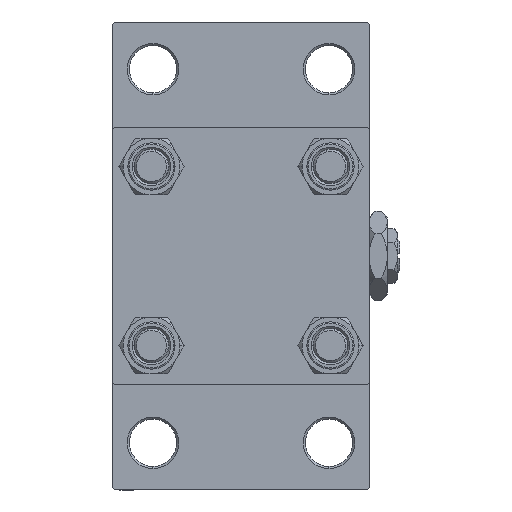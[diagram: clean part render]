
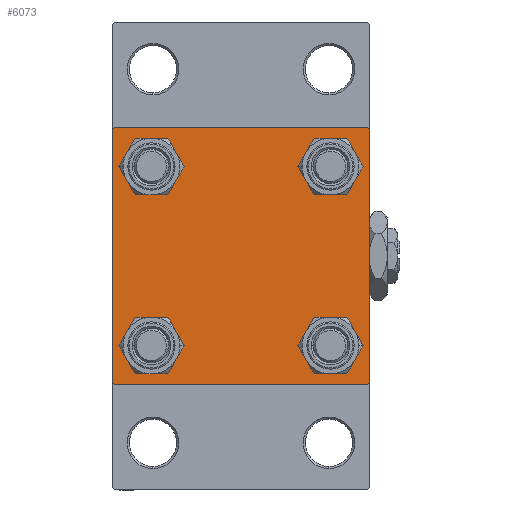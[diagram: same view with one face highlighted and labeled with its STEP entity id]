
A CAD part, left-side view. The second image highlights one B-rep face of the part: STEP entity #6073.
In plain terms, the highlighted planar face has unit normal (-1, 0, 0).
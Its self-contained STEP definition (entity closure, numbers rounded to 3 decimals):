
#237 = EDGE_CURVE ( 'NONE', #47349, #47673, #48160, .T. ) ;
#250 = AXIS2_PLACEMENT_3D ( 'NONE', #44176, #5627, #39668 ) ;
#273 = VERTEX_POINT ( 'NONE', #40647 ) ;
#340 = EDGE_CURVE ( 'NONE', #42125, #273, #17599, .T. ) ;
#871 = VERTEX_POINT ( 'NONE', #32509 ) ;
#931 = VERTEX_POINT ( 'NONE', #17225 ) ;
#1425 = DIRECTION ( 'NONE',  ( 0., 0., 1. ) ) ;
#1456 = CIRCLE ( 'NONE', #42227, 4.5 ) ;
#1670 = DIRECTION ( 'NONE',  ( 0., -0.707, -0.707 ) ) ;
#1916 = EDGE_CURVE ( 'NONE', #42095, #31335, #48271, .T. ) ;
#1921 = VECTOR ( 'NONE', #43373, 1000. ) ;
#2266 = EDGE_LOOP ( 'NONE', ( #43287, #24265 ) ) ;
#2271 = EDGE_LOOP ( 'NONE', ( #45569, #44284, #44929, #45976, #3149, #10851, #15696, #32002 ) ) ;
#2410 = CARTESIAN_POINT ( 'NONE',  ( 0., -30., 29.5 ) ) ;
#2427 = DIRECTION ( 'NONE',  ( 1., 0., 0. ) ) ;
#2713 = CIRCLE ( 'NONE', #45060, 4.5 ) ;
#2821 = EDGE_CURVE ( 'NONE', #871, #6534, #2713, .T. ) ;
#2843 = DIRECTION ( 'NONE',  ( 0., 0.707, -0.707 ) ) ;
#3149 = ORIENTED_EDGE ( 'NONE', *, *, #46397, .F. ) ;
#3221 = EDGE_CURVE ( 'NONE', #47673, #35841, #19826, .T. ) ;
#3900 = CARTESIAN_POINT ( 'NONE',  ( 0., 20.85, -20.85 ) ) ;
#4662 = LINE ( 'NONE', #39944, #35451 ) ;
#5627 = DIRECTION ( 'NONE',  ( 1., 0., 0. ) ) ;
#5672 = CARTESIAN_POINT ( 'NONE',  ( 0., 29.75, -29.75 ) ) ;
#6073 = ADVANCED_FACE ( 'NONE', ( #17955, #20790, #24055, #40073, #33485 ), #28552, .T. ) ;
#6391 = CARTESIAN_POINT ( 'NONE',  ( 0., 20.85, 16.35 ) ) ;
#6461 = CARTESIAN_POINT ( 'NONE',  ( 0., 0., 0. ) ) ;
#6534 = VERTEX_POINT ( 'NONE', #23630 ) ;
#6699 = AXIS2_PLACEMENT_3D ( 'NONE', #3900, #19157, #34433 ) ;
#7125 = VECTOR ( 'NONE', #47451, 1000. ) ;
#8001 = EDGE_CURVE ( 'NONE', #47349, #43900, #29146, .T. ) ;
#8429 = CARTESIAN_POINT ( 'NONE',  ( 0., -20.85, 20.85 ) ) ;
#9373 = ORIENTED_EDGE ( 'NONE', *, *, #2821, .T. ) ;
#9512 = DIRECTION ( 'NONE',  ( -1., 0., 0. ) ) ;
#9640 = AXIS2_PLACEMENT_3D ( 'NONE', #43194, #35921, #43449 ) ;
#9805 = CARTESIAN_POINT ( 'NONE',  ( 0., -20.85, -20.85 ) ) ;
#10056 = EDGE_LOOP ( 'NONE', ( #9373, #12208 ) ) ;
#10851 = ORIENTED_EDGE ( 'NONE', *, *, #30740, .T. ) ;
#11058 = EDGE_LOOP ( 'NONE', ( #14187, #42949 ) ) ;
#11208 = CIRCLE ( 'NONE', #9640, 4.5 ) ;
#12208 = ORIENTED_EDGE ( 'NONE', *, *, #47830, .T. ) ;
#13395 = DIRECTION ( 'NONE',  ( 0., 0., -1. ) ) ;
#13806 = VECTOR ( 'NONE', #40148, 1000. ) ;
#13850 = CARTESIAN_POINT ( 'NONE',  ( 0., 29.75, 29.75 ) ) ;
#14187 = ORIENTED_EDGE ( 'NONE', *, *, #1916, .T. ) ;
#14671 = CARTESIAN_POINT ( 'NONE',  ( 0., 29.5, -30. ) ) ;
#15696 = ORIENTED_EDGE ( 'NONE', *, *, #8001, .F. ) ;
#16254 = AXIS2_PLACEMENT_3D ( 'NONE', #8429, #20933, #1425 ) ;
#17161 = LINE ( 'NONE', #5672, #44979 ) ;
#17225 = CARTESIAN_POINT ( 'NONE',  ( 0., -20.85, -25.35 ) ) ;
#17599 = LINE ( 'NONE', #32388, #13806 ) ;
#17955 = FACE_BOUND ( 'NONE', #11058, .T. ) ;
#19087 = DIRECTION ( 'NONE',  ( 0., 0., 1. ) ) ;
#19157 = DIRECTION ( 'NONE',  ( 1., 0., 0. ) ) ;
#19826 = LINE ( 'NONE', #43616, #1921 ) ;
#20473 = CARTESIAN_POINT ( 'NONE',  ( 0., -20.85, 16.35 ) ) ;
#20790 = FACE_BOUND ( 'NONE', #45869, .T. ) ;
#20933 = DIRECTION ( 'NONE',  ( 1., 0., 0. ) ) ;
#22078 = CARTESIAN_POINT ( 'NONE',  ( 0., 30., -29.5 ) ) ;
#23630 = CARTESIAN_POINT ( 'NONE',  ( 0., 20.85, -25.35 ) ) ;
#23673 = LINE ( 'NONE', #35684, #7125 ) ;
#24055 = FACE_BOUND ( 'NONE', #10056, .T. ) ;
#24265 = ORIENTED_EDGE ( 'NONE', *, *, #25259, .T. ) ;
#24335 = CARTESIAN_POINT ( 'NONE',  ( 0., 29.5, 30. ) ) ;
#25259 = EDGE_CURVE ( 'NONE', #35510, #44705, #11208, .T. ) ;
#25845 = CIRCLE ( 'NONE', #250, 4.5 ) ;
#26196 = CARTESIAN_POINT ( 'NONE',  ( 0., -20.85, 20.85 ) ) ;
#26443 = DIRECTION ( 'NONE',  ( 1., 0., 0. ) ) ;
#26561 = VECTOR ( 'NONE', #48912, 1000. ) ;
#27103 = CARTESIAN_POINT ( 'NONE',  ( 0., 20.85, 20.85 ) ) ;
#27594 = DIRECTION ( 'NONE',  ( 1., 0., 0. ) ) ;
#28464 = VECTOR ( 'NONE', #41393, 1000. ) ;
#28470 = EDGE_CURVE ( 'NONE', #931, #31791, #1456, .T. ) ;
#28552 = PLANE ( 'NONE',  #45971 ) ;
#28975 = EDGE_CURVE ( 'NONE', #31335, #42095, #38250, .T. ) ;
#29097 = AXIS2_PLACEMENT_3D ( 'NONE', #27103, #27594, #19087 ) ;
#29146 = LINE ( 'NONE', #48909, #28464 ) ;
#29656 = LINE ( 'NONE', #36908, #26561 ) ;
#29967 = DIRECTION ( 'NONE',  ( 0., 0., 1. ) ) ;
#30632 = CIRCLE ( 'NONE', #29097, 4.5 ) ;
#30740 = EDGE_CURVE ( 'NONE', #41019, #43900, #23673, .T. ) ;
#31335 = VERTEX_POINT ( 'NONE', #20473 ) ;
#31791 = VERTEX_POINT ( 'NONE', #42665 ) ;
#32002 = ORIENTED_EDGE ( 'NONE', *, *, #237, .T. ) ;
#32388 = CARTESIAN_POINT ( 'NONE',  ( 0., -29.75, -29.75 ) ) ;
#32509 = CARTESIAN_POINT ( 'NONE',  ( 0., 20.85, -16.35 ) ) ;
#32656 = CARTESIAN_POINT ( 'NONE',  ( 0., 20.85, 25.35 ) ) ;
#33485 = FACE_OUTER_BOUND ( 'NONE', #2271, .T. ) ;
#33691 = DIRECTION ( 'NONE',  ( 0., 0., 1. ) ) ;
#34433 = DIRECTION ( 'NONE',  ( 0., 0., 1. ) ) ;
#35451 = VECTOR ( 'NONE', #13395, 1000. ) ;
#35510 = VERTEX_POINT ( 'NONE', #6391 ) ;
#35684 = CARTESIAN_POINT ( 'NONE',  ( 0., -29.75, 29.75 ) ) ;
#35841 = VERTEX_POINT ( 'NONE', #22078 ) ;
#35921 = DIRECTION ( 'NONE',  ( 1., 0., 0. ) ) ;
#36711 = CARTESIAN_POINT ( 'NONE',  ( 0., 20.85, -20.85 ) ) ;
#36908 = CARTESIAN_POINT ( 'NONE',  ( 0., 30., -30. ) ) ;
#37062 = CIRCLE ( 'NONE', #6699, 4.5 ) ;
#37095 = DIRECTION ( 'NONE',  ( 1., 0., 0. ) ) ;
#37473 = AXIS2_PLACEMENT_3D ( 'NONE', #26196, #26443, #29967 ) ;
#38250 = CIRCLE ( 'NONE', #37473, 4.5 ) ;
#38505 = ORIENTED_EDGE ( 'NONE', *, *, #46892, .T. ) ;
#38581 = VECTOR ( 'NONE', #2843, 1000. ) ;
#39407 = CARTESIAN_POINT ( 'NONE',  ( 0., -20.85, 25.35 ) ) ;
#39573 = DIRECTION ( 'NONE',  ( 0., 0., 1. ) ) ;
#39668 = DIRECTION ( 'NONE',  ( 0., 0., 1. ) ) ;
#39944 = CARTESIAN_POINT ( 'NONE',  ( 0., -30., 30. ) ) ;
#40073 = FACE_BOUND ( 'NONE', #2266, .T. ) ;
#40148 = DIRECTION ( 'NONE',  ( 0., -0.707, 0.707 ) ) ;
#40611 = DIRECTION ( 'NONE',  ( 0., 0., 1. ) ) ;
#40647 = CARTESIAN_POINT ( 'NONE',  ( 0., -30., -29.5 ) ) ;
#40726 = EDGE_CURVE ( 'NONE', #47847, #42125, #29656, .T. ) ;
#41019 = VERTEX_POINT ( 'NONE', #2410 ) ;
#41393 = DIRECTION ( 'NONE',  ( 0., -1., 0. ) ) ;
#41865 = EDGE_CURVE ( 'NONE', #35841, #47847, #17161, .T. ) ;
#42095 = VERTEX_POINT ( 'NONE', #39407 ) ;
#42125 = VERTEX_POINT ( 'NONE', #47669 ) ;
#42227 = AXIS2_PLACEMENT_3D ( 'NONE', #9805, #37095, #40611 ) ;
#42665 = CARTESIAN_POINT ( 'NONE',  ( 0., -20.85, -16.35 ) ) ;
#42949 = ORIENTED_EDGE ( 'NONE', *, *, #28975, .T. ) ;
#43194 = CARTESIAN_POINT ( 'NONE',  ( 0., 20.85, 20.85 ) ) ;
#43287 = ORIENTED_EDGE ( 'NONE', *, *, #47227, .T. ) ;
#43373 = DIRECTION ( 'NONE',  ( 0., 0., -1. ) ) ;
#43449 = DIRECTION ( 'NONE',  ( 0., 0., 1. ) ) ;
#43616 = CARTESIAN_POINT ( 'NONE',  ( 0., 30., 30. ) ) ;
#43748 = CARTESIAN_POINT ( 'NONE',  ( 0., 30., 29.5 ) ) ;
#43900 = VERTEX_POINT ( 'NONE', #47309 ) ;
#44176 = CARTESIAN_POINT ( 'NONE',  ( 0., -20.85, -20.85 ) ) ;
#44284 = ORIENTED_EDGE ( 'NONE', *, *, #41865, .T. ) ;
#44705 = VERTEX_POINT ( 'NONE', #32656 ) ;
#44929 = ORIENTED_EDGE ( 'NONE', *, *, #40726, .T. ) ;
#44979 = VECTOR ( 'NONE', #1670, 1000. ) ;
#45060 = AXIS2_PLACEMENT_3D ( 'NONE', #36711, #2427, #33691 ) ;
#45569 = ORIENTED_EDGE ( 'NONE', *, *, #3221, .T. ) ;
#45869 = EDGE_LOOP ( 'NONE', ( #38505, #48696 ) ) ;
#45971 = AXIS2_PLACEMENT_3D ( 'NONE', #6461, #9512, #39573 ) ;
#45976 = ORIENTED_EDGE ( 'NONE', *, *, #340, .T. ) ;
#46397 = EDGE_CURVE ( 'NONE', #41019, #273, #4662, .T. ) ;
#46892 = EDGE_CURVE ( 'NONE', #31791, #931, #25845, .T. ) ;
#47227 = EDGE_CURVE ( 'NONE', #44705, #35510, #30632, .T. ) ;
#47309 = CARTESIAN_POINT ( 'NONE',  ( 0., -29.5, 30. ) ) ;
#47349 = VERTEX_POINT ( 'NONE', #24335 ) ;
#47451 = DIRECTION ( 'NONE',  ( 0., 0.707, 0.707 ) ) ;
#47669 = CARTESIAN_POINT ( 'NONE',  ( 0., -29.5, -30. ) ) ;
#47673 = VERTEX_POINT ( 'NONE', #43748 ) ;
#47830 = EDGE_CURVE ( 'NONE', #6534, #871, #37062, .T. ) ;
#47847 = VERTEX_POINT ( 'NONE', #14671 ) ;
#48160 = LINE ( 'NONE', #13850, #38581 ) ;
#48271 = CIRCLE ( 'NONE', #16254, 4.5 ) ;
#48696 = ORIENTED_EDGE ( 'NONE', *, *, #28470, .T. ) ;
#48909 = CARTESIAN_POINT ( 'NONE',  ( 0., 30., 30. ) ) ;
#48912 = DIRECTION ( 'NONE',  ( 0., -1., 0. ) ) ;
